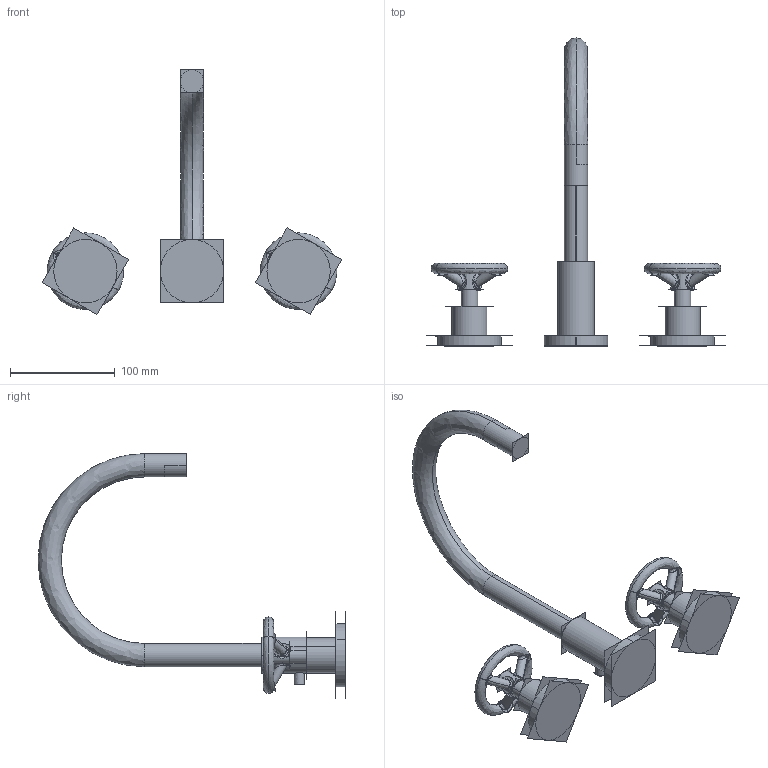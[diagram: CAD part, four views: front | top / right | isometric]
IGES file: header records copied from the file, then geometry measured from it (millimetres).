
Start section:  PTC IGES file: asm0006_asm.igs
Global section: file name: asm0006_asm.igs; native system: Creo Parametric by PTC Inc.; preprocessor: 2018400; author: jinson.thomas; organization: Unknown; date: 20201127.150336; units: inch
Bounding box: 285.63 x 293.48 x 233.36 mm (x, y, z)
Volume: 850148.3 mm3; surface area: 721445.7 mm2
Topology: 3 solids, 3 shells, 202 faces, 1277 edges, 1815 vertices
Faces by surface type: bspline 102, revolution 100
